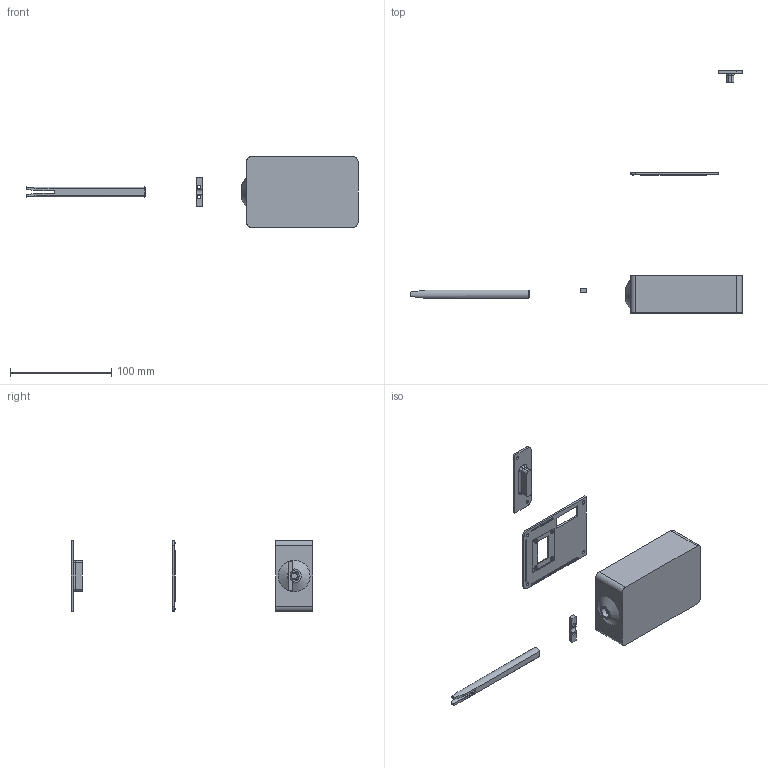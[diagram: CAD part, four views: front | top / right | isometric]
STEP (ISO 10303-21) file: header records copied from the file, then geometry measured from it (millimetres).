
FILE_DESCRIPTION(/* description */ (''),/* implementation_level */ '2;1');
FILE_NAME(/* name */ 'Magnetometre.stp',/* time_stamp */ '2021-03-04T14:21:59-05:00',/* author */ ('Lionel Birglen'),/* organization */ (''),/* preprocessor_version */ 'ST-DEVELOPER v17.2',/* originating_system */ 'Autodesk Inventor 2019',/* authorisation */ '');
FILE_SCHEMA (('AUTOMOTIVE_DESIGN { 1 0 10303 214 3 1 1 }'));
Length unit declared in the file: millimetre
Products named in the file (1): Magnetometre
Bounding box: 328 x 239 x 70 mm (x, y, z)
Volume: 74048.8 mm3; surface area: 72819.3 mm2
Topology: 5 solids, 5 shells, 226 faces, 543 edges, 359 vertices
Faces by surface type: plane 145, cylinder 74, torus 4, cone 3
Full cylindrical faces by diameter (mm): 1.9 x4, 2 x1, 2.9 x13, 3 x1, 3.5 x8, 4 x4, 6 x1, 6.5 x7, 10 x1
Entity records: 6717 total; most frequent: DIRECTION 1166, CARTESIAN_POINT 1141, ORIENTED_EDGE 1086, EDGE_CURVE 543, AXIS2_PLACEMENT_3D 400, LINE 366, VECTOR 366, VERTEX_POINT 359
